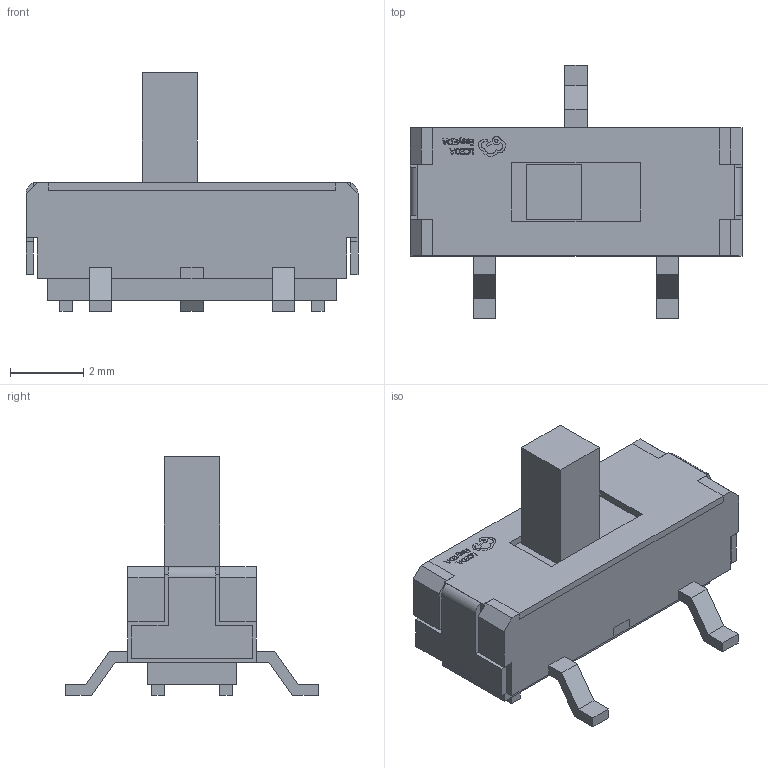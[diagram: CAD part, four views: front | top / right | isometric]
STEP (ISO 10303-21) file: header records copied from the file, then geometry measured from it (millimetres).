
FILE_DESCRIPTION (( 'STEP AP214' ), '1' );
FILE_NAME ('SW-SMD_SS-3235D-03-L2.00.step', '2022-07-26T15:40:36', ( '' ), ( '' ), 'SwSTEP 2.0', 'SolidWorks 2020', '' );
FILE_SCHEMA (( 'AUTOMOTIVE_DESIGN' ));
Length unit declared in the file: millimetre
Products named in the file (1): SW-SMD_SS-3235D-03-L2.00
Bounding box: 9.05 x 6.9 x 6.5 mm (x, y, z)
Volume: 99 mm3; surface area: 290.7 mm2
Topology: 28 solids, 28 shells, 498 faces, 1287 edges, 854 vertices
Faces by surface type: plane 384, bspline 112, cylinder 2
Entity records: 21319 total; most frequent: CARTESIAN_POINT 4744, ORIENTED_EDGE 2574, DIRECTION 1837, EDGE_CURVE 1287, VECTOR 1055, LINE 1055, VERTEX_POINT 854, EDGE_LOOP 527
